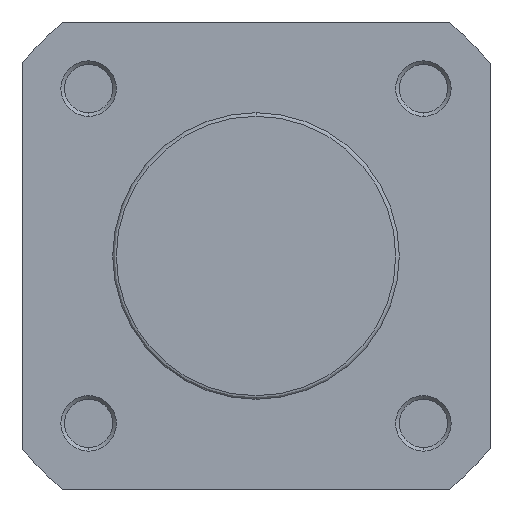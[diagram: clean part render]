
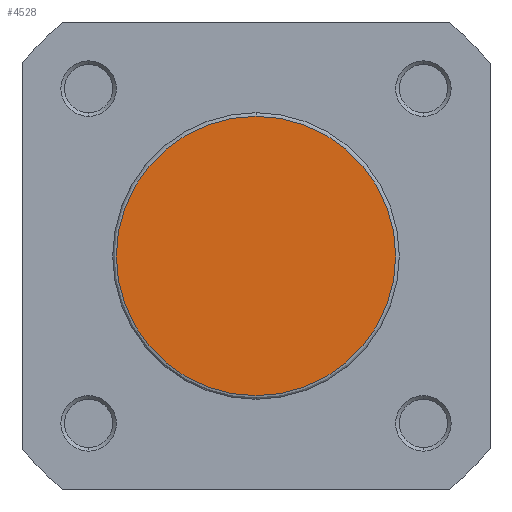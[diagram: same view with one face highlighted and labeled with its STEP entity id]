
A CAD part, left-side view. The second image highlights one B-rep face of the part: STEP entity #4528.
In plain terms, the highlighted planar face has unit normal (-1, 0, 0).
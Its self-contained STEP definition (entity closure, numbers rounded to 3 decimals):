
#410 = EDGE_LOOP ( 'NONE', ( #2127, #2128 ) ) ;
#944 = VERTEX_POINT ( 'NONE', #3228 ) ;
#945 = VERTEX_POINT ( 'NONE', #3229 ) ;
#1305 = EDGE_CURVE ( 'NONE', #945, #944, #2635, .T. ) ;
#1391 = EDGE_CURVE ( 'NONE', #944, #945, #2769, .T. ) ;
#1516 = AXIS2_PLACEMENT_3D ( 'NONE', #3878, #3879, #3880 ) ;
#1558 = AXIS2_PLACEMENT_3D ( 'NONE', #4074, #4087, #4088 ) ;
#1709 = AXIS2_PLACEMENT_3D ( 'NONE', #5268, #5270, #5271 ) ;
#2127 = ORIENTED_EDGE ( 'NONE', *, *, #1391, .T. ) ;
#2128 = ORIENTED_EDGE ( 'NONE', *, *, #1305, .T. ) ;
#2635 = CIRCLE ( 'NONE', #1516, 19.4 ) ;
#2769 = CIRCLE ( 'NONE', #1558, 19.4 ) ;
#3228 = CARTESIAN_POINT ( 'NONE',  ( 0., 0., -19.4 ) ) ;
#3229 = CARTESIAN_POINT ( 'NONE',  ( 0., 0., 19.4 ) ) ;
#3878 = CARTESIAN_POINT ( 'NONE',  ( 0., 0., 0. ) ) ;
#3879 = DIRECTION ( 'NONE',  ( -1., 0., 0. ) ) ;
#3880 = DIRECTION ( 'NONE',  ( 0., 0., -1. ) ) ;
#4074 = CARTESIAN_POINT ( 'NONE',  ( 0., 0., 0. ) ) ;
#4087 = DIRECTION ( 'NONE',  ( -1., 0., 0. ) ) ;
#4088 = DIRECTION ( 'NONE',  ( 0., 0., -1. ) ) ;
#4528 = ADVANCED_FACE ( 'NONE', ( #6036 ), #5269, .F. ) ;
#5268 = CARTESIAN_POINT ( 'NONE',  ( 0., 19.9, 0. ) ) ;
#5269 = PLANE ( 'NONE',  #1709 ) ;
#5270 = DIRECTION ( 'NONE',  ( 1., 0., 0. ) ) ;
#5271 = DIRECTION ( 'NONE',  ( 0., 0., -1. ) ) ;
#6036 = FACE_OUTER_BOUND ( 'NONE', #410, .T. ) ;
